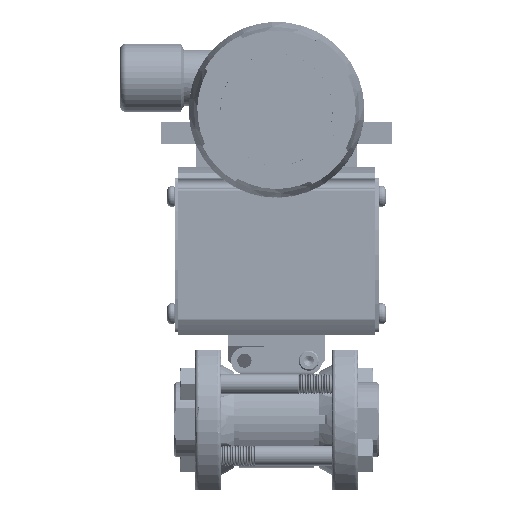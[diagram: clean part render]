
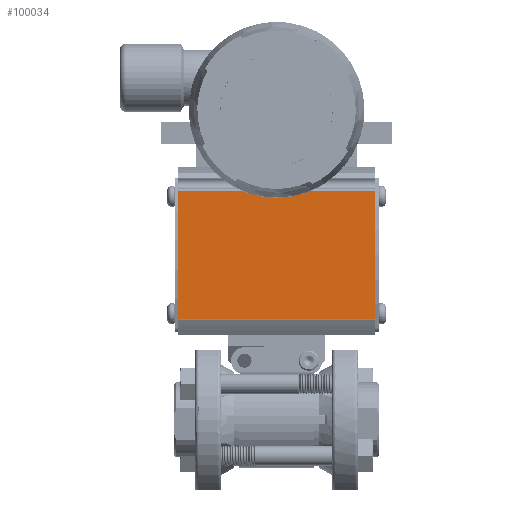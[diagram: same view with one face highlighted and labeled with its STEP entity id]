
A CAD part, top view. The second image highlights one B-rep face of the part: STEP entity #100034.
In plain terms, the highlighted planar face has unit normal (0, 0, 1).
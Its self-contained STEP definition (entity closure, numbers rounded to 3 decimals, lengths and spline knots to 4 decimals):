
#22658 = CARTESIAN_POINT ( 'NONE',  ( 1.5275, 3.5621, 1.17 ) ) ;
#26775 = LINE ( 'NONE', #126019, #112933 ) ;
#28670 = EDGE_CURVE ( 'NONE', #29077, #191432, #180349, .T. ) ;
#29077 = VERTEX_POINT ( 'NONE', #22658 ) ;
#35698 = VECTOR ( 'NONE', #55184, 39.3701 ) ;
#36788 = CARTESIAN_POINT ( 'NONE',  ( 1.5275, 1.5679, 1.17 ) ) ;
#50596 = LINE ( 'NONE', #103399, #153926 ) ;
#55184 = DIRECTION ( 'NONE',  ( 0., -1., 0. ) ) ;
#68056 = EDGE_CURVE ( 'NONE', #200194, #191432, #50596, .T. ) ;
#72206 = DIRECTION ( 'NONE',  ( 0., 0., -1. ) ) ;
#72241 = ORIENTED_EDGE ( 'NONE', *, *, #28670, .T. ) ;
#72926 = CARTESIAN_POINT ( 'NONE',  ( 1.5275, 3.5694, 1.17 ) ) ;
#73008 = CARTESIAN_POINT ( 'NONE',  ( -5.0403, 3.5694, 1.17 ) ) ;
#78532 = AXIS2_PLACEMENT_3D ( 'NONE', #73008, #72206, #109919 ) ;
#90392 = LINE ( 'NONE', #72926, #35698 ) ;
#94419 = VECTOR ( 'NONE', #176812, 39.3701 ) ;
#100034 = ADVANCED_FACE ( 'NONE', ( #128957 ), #219744, .F. ) ;
#103399 = CARTESIAN_POINT ( 'NONE',  ( -1.5275, 3.5694, 1.17 ) ) ;
#106416 = CARTESIAN_POINT ( 'NONE',  ( -1.5275, 1.5679, 1.17 ) ) ;
#109919 = DIRECTION ( 'NONE',  ( 0., -1., 0. ) ) ;
#112933 = VECTOR ( 'NONE', #235861, 39.3701 ) ;
#116911 = VERTEX_POINT ( 'NONE', #36788 ) ;
#126019 = CARTESIAN_POINT ( 'NONE',  ( -5.0403, 1.5679, 1.17 ) ) ;
#128957 = FACE_OUTER_BOUND ( 'NONE', #144968, .T. ) ;
#142172 = EDGE_CURVE ( 'NONE', #200194, #116911, #26775, .T. ) ;
#144968 = EDGE_LOOP ( 'NONE', ( #186323, #72241, #167368, #211669 ) ) ;
#150644 = EDGE_CURVE ( 'NONE', #29077, #116911, #90392, .T. ) ;
#153926 = VECTOR ( 'NONE', #213191, 39.3701 ) ;
#167368 = ORIENTED_EDGE ( 'NONE', *, *, #68056, .F. ) ;
#176812 = DIRECTION ( 'NONE',  ( -1., 0., 0. ) ) ;
#180349 = LINE ( 'NONE', #213755, #94419 ) ;
#186323 = ORIENTED_EDGE ( 'NONE', *, *, #150644, .F. ) ;
#191432 = VERTEX_POINT ( 'NONE', #204584 ) ;
#200194 = VERTEX_POINT ( 'NONE', #106416 ) ;
#204584 = CARTESIAN_POINT ( 'NONE',  ( -1.5275, 3.5621, 1.17 ) ) ;
#211669 = ORIENTED_EDGE ( 'NONE', *, *, #142172, .T. ) ;
#213191 = DIRECTION ( 'NONE',  ( 0., 1., 0. ) ) ;
#213755 = CARTESIAN_POINT ( 'NONE',  ( -5.0403, 3.5621, 1.17 ) ) ;
#219744 = PLANE ( 'NONE',  #78532 ) ;
#235861 = DIRECTION ( 'NONE',  ( 1., 0., 0. ) ) ;
